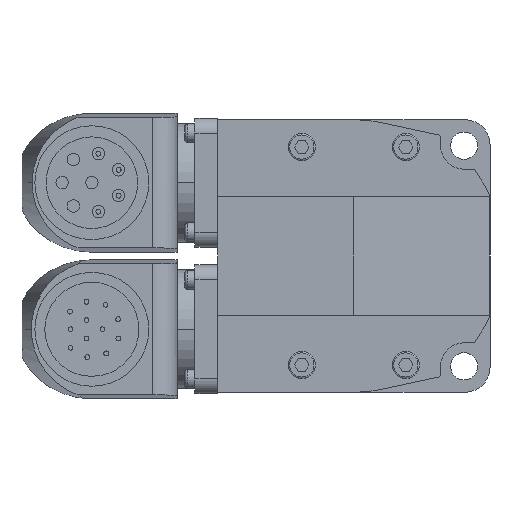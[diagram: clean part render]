
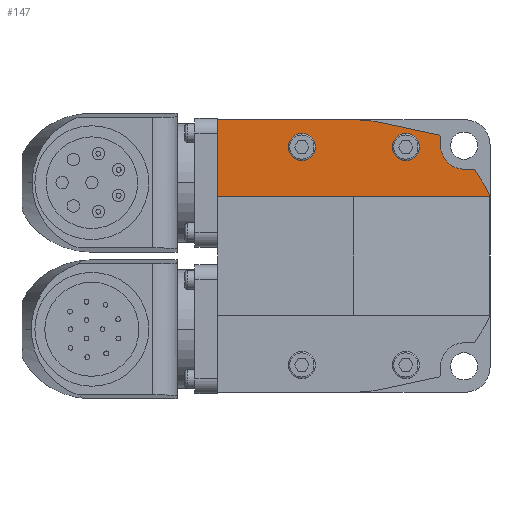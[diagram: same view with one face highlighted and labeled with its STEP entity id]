
A CAD part, left-side view. The second image highlights one B-rep face of the part: STEP entity #147.
In plain terms, the highlighted planar face has unit normal (-1, 0, 0).
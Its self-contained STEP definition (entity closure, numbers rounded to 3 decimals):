
#147=ADVANCED_FACE('',(#542,#543,#544),#545,.T.);
#542=FACE_OUTER_BOUND('',#1275,.T.);
#543=FACE_BOUND('',#1276,.T.);
#544=FACE_BOUND('',#1277,.T.);
#545=PLANE('',#1278);
#1275=EDGE_LOOP('',(#2313,#2314,#2315,#2316,#2317,#2318,#2319,#2320,#2321,#2322,#2323,#2324));
#1276=EDGE_LOOP('',(#2325,#2326));
#1277=EDGE_LOOP('',(#2327,#2328));
#1278=AXIS2_PLACEMENT_3D('',#2329,#2330,#2331);
#2313=ORIENTED_EDGE('',*,*,#4616,.T.);
#2314=ORIENTED_EDGE('',*,*,#4623,.F.);
#2315=ORIENTED_EDGE('',*,*,#4624,.F.);
#2316=ORIENTED_EDGE('',*,*,#4625,.F.);
#2317=ORIENTED_EDGE('',*,*,#4626,.F.);
#2318=ORIENTED_EDGE('',*,*,#4627,.F.);
#2319=ORIENTED_EDGE('',*,*,#4628,.F.);
#2320=ORIENTED_EDGE('',*,*,#4629,.F.);
#2321=ORIENTED_EDGE('',*,*,#4630,.F.);
#2322=ORIENTED_EDGE('',*,*,#4631,.F.);
#2323=ORIENTED_EDGE('',*,*,#4632,.F.);
#2324=ORIENTED_EDGE('',*,*,#4618,.F.);
#2325=ORIENTED_EDGE('',*,*,#4493,.T.);
#2326=ORIENTED_EDGE('',*,*,#4533,.T.);
#2327=ORIENTED_EDGE('',*,*,#4502,.T.);
#2328=ORIENTED_EDGE('',*,*,#4530,.T.);
#2329=CARTESIAN_POINT('',(-7.0,0.0,0.0));
#2330=DIRECTION('',(-1.0,0.0,0.0));
#2331=DIRECTION('',(0.0,0.0,1.0));
#4493=EDGE_CURVE('',#5288,#5286,#5289,.T.);
#4502=EDGE_CURVE('',#5305,#5303,#5306,.T.);
#4530=EDGE_CURVE('',#5303,#5305,#5351,.T.);
#4533=EDGE_CURVE('',#5286,#5288,#5354,.T.);
#4616=EDGE_CURVE('',#5492,#5484,#5493,.T.);
#4618=EDGE_CURVE('',#5492,#5495,#5496,.T.);
#4623=EDGE_CURVE('',#5504,#5484,#5505,.T.);
#4624=EDGE_CURVE('',#5506,#5504,#5507,.T.);
#4625=EDGE_CURVE('',#5508,#5506,#5509,.T.);
#4626=EDGE_CURVE('',#5510,#5508,#5511,.T.);
#4627=EDGE_CURVE('',#5512,#5510,#5513,.T.);
#4628=EDGE_CURVE('',#5514,#5512,#5515,.T.);
#4629=EDGE_CURVE('',#5516,#5514,#5517,.T.);
#4630=EDGE_CURVE('',#5518,#5516,#5519,.T.);
#4631=EDGE_CURVE('',#5520,#5518,#5521,.T.);
#4632=EDGE_CURVE('',#5495,#5520,#5522,.T.);
#5286=VERTEX_POINT('',#6592);
#5288=VERTEX_POINT('',#6595);
#5289=CIRCLE('',#6596,2.75);
#5303=VERTEX_POINT('',#6611);
#5305=VERTEX_POINT('',#6614);
#5306=CIRCLE('',#6615,2.75);
#5351=CIRCLE('',#6665,2.75);
#5354=CIRCLE('',#6668,2.75);
#5484=VERTEX_POINT('',#6874);
#5492=VERTEX_POINT('',#6887);
#5493=LINE('',#6888,#6889);
#5495=VERTEX_POINT('',#6892);
#5496=LINE('',#6893,#6894);
#5504=VERTEX_POINT('',#6906);
#5505=LINE('',#6907,#6908);
#5506=VERTEX_POINT('',#6909);
#5507=CIRCLE('',#6910,30.);
#5508=VERTEX_POINT('',#6911);
#5509=CIRCLE('',#6912,0.5);
#5510=VERTEX_POINT('',#6913);
#5511=LINE('',#6914,#6915);
#5512=VERTEX_POINT('',#6916);
#5513=CIRCLE('',#6917,4.75);
#5514=VERTEX_POINT('',#6918);
#5515=LINE('',#6919,#6920);
#5516=VERTEX_POINT('',#6921);
#5517=CIRCLE('',#6922,0.5);
#5518=VERTEX_POINT('',#6923);
#5519=LINE('',#6924,#6925);
#5520=VERTEX_POINT('',#6926);
#5521=CIRCLE('',#6927,27.5);
#5522=LINE('',#6928,#6929);
#6592=CARTESIAN_POINT('',(-7.0,-7.75,22.0));
#6595=CARTESIAN_POINT('',(-7.0,-13.25,22.0));
#6596=AXIS2_PLACEMENT_3D('',#8305,#8306,#8307);
#6611=CARTESIAN_POINT('',(-7.0,13.25,22.0));
#6614=CARTESIAN_POINT('',(-7.0,7.75,22.0));
#6615=AXIS2_PLACEMENT_3D('',#8328,#8329,#8330);
#6665=AXIS2_PLACEMENT_3D('',#8402,#8403,#8404);
#6668=AXIS2_PLACEMENT_3D('',#8411,#8412,#8413);
#6874=CARTESIAN_POINT('',(-7.0,-27.5,11.97));
#6887=CARTESIAN_POINT('',(-7.0,27.5,11.97));
#6888=CARTESIAN_POINT('',(-7.0,0.0,11.97));
#6889=VECTOR('',#8498,1.0);
#6892=CARTESIAN_POINT('',(-7.0,27.5,27.5));
#6893=CARTESIAN_POINT('',(-7.0,27.5,27.5));
#6894=VECTOR('',#8500,1.0);
#6906=CARTESIAN_POINT('',(-7.0,-27.5,11.99));
#6907=CARTESIAN_POINT('',(-7.0,-27.5,-11.99));
#6908=VECTOR('',#8505,1.0);
#6909=CARTESIAN_POINT('',(-7.0,-24.501,17.312));
#6910=AXIS2_PLACEMENT_3D('',#8506,#8507,#8508);
#6911=CARTESIAN_POINT('',(-7.0,-24.092,17.524));
#6912=AXIS2_PLACEMENT_3D('',#8509,#8510,#8511);
#6913=CARTESIAN_POINT('',(-7.0,-22.274,17.524));
#6914=CARTESIAN_POINT('',(-7.0,-24.092,17.524));
#6915=VECTOR('',#8512,1.0);
#6916=CARTESIAN_POINT('',(-7.0,-17.524,22.274));
#6917=AXIS2_PLACEMENT_3D('',#8513,#8514,#8515);
#6918=CARTESIAN_POINT('',(-7.0,-17.524,23.946));
#6919=CARTESIAN_POINT('',(-7.0,-17.524,22.274));
#6920=VECTOR('',#8516,1.0);
#6921=CARTESIAN_POINT('',(-7.0,-17.129,24.435));
#6922=AXIS2_PLACEMENT_3D('',#8517,#8518,#8519);
#6923=CARTESIAN_POINT('',(-7.0,-5.804,26.88));
#6924=CARTESIAN_POINT('',(-7.0,-17.129,24.435));
#6925=VECTOR('',#8520,1.0);
#6926=CARTESIAN_POINT('',(-7.0,0.,27.5));
#6927=AXIS2_PLACEMENT_3D('',#8521,#8522,#8523);
#6928=CARTESIAN_POINT('',(-7.0,0.0,27.5));
#6929=VECTOR('',#8524,1.0);
#8305=CARTESIAN_POINT('',(-7.0,-10.5,22.0));
#8306=DIRECTION('',(1.0,0.0,0.0));
#8307=DIRECTION('',(0.0,1.0,0.0));
#8328=CARTESIAN_POINT('',(-7.0,10.5,22.0));
#8329=DIRECTION('',(1.0,0.0,0.0));
#8330=DIRECTION('',(0.0,1.0,0.0));
#8402=CARTESIAN_POINT('',(-7.0,10.5,22.0));
#8403=DIRECTION('',(1.0,0.0,0.0));
#8404=DIRECTION('',(0.0,1.0,0.0));
#8411=CARTESIAN_POINT('',(-7.0,-10.5,22.0));
#8412=DIRECTION('',(1.0,0.0,0.0));
#8413=DIRECTION('',(0.0,1.0,0.0));
#8498=DIRECTION('',(0.0,-1.0,0.0));
#8500=DIRECTION('',(0.0,0.0,1.0));
#8505=DIRECTION('',(0.0,0.0,-1.0));
#8506=CARTESIAN_POINT('',(-7.0,0.,0.));
#8507=DIRECTION('',(1.0,0.0,0.0));
#8508=DIRECTION('',(0.0,-0.917,0.4));
#8509=CARTESIAN_POINT('',(-7.0,-24.092,17.024));
#8510=DIRECTION('',(1.0,0.0,0.0));
#8511=DIRECTION('',(0.0,-0.817,0.577));
#8512=DIRECTION('',(0.0,-1.0,0.0));
#8513=CARTESIAN_POINT('',(-7.0,-22.274,22.274));
#8514=DIRECTION('',(-1.0,0.0,0.0));
#8515=DIRECTION('',(0.0,0.,-1.0));
#8516=DIRECTION('',(0.0,0.0,-1.0));
#8517=CARTESIAN_POINT('',(-7.0,-17.024,23.946));
#8518=DIRECTION('',(1.0,0.0,0.0));
#8519=DIRECTION('',(0.0,-1.0,0.));
#8520=DIRECTION('',(0.0,-0.977,-0.211));
#8521=CARTESIAN_POINT('',(-7.0,0.,0.));
#8522=DIRECTION('',(1.0,0.0,0.0));
#8523=DIRECTION('',(0.0,-0.211,0.977));
#8524=DIRECTION('',(0.0,-1.0,0.0));
